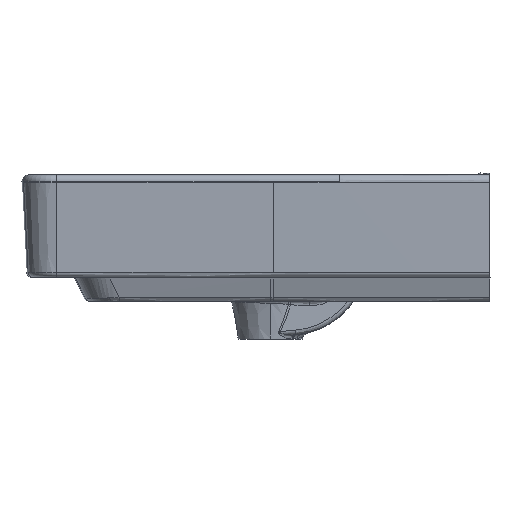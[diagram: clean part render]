
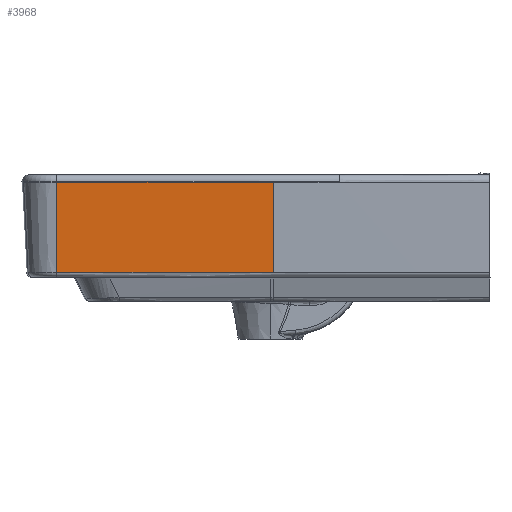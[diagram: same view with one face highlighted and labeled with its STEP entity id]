
A CAD part, left-side view. The second image highlights one B-rep face of the part: STEP entity #3968.
In plain terms, the highlighted conical face has half-angle 3 degrees and reference radius 14232.3 mm.
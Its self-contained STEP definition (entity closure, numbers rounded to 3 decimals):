
#3914=CARTESIAN_POINT('Vertex',(-398.119,218.828,117.607)) ;
#3921=CARTESIAN_POINT('Vertex',(-393.279,218.758,25.238)) ;
#3924=CARTESIAN_POINT('Line Origine',(-131207.374,2101.657,2496365.417)) ;
#3936=CARTESIAN_POINT('Axis2P3D Location',(13832.25,14.,125.5)) ;
#3941=CARTESIAN_POINT('Line Origine',(-124123.67,-151.611,2360915.517)) ;
#3945=CARTESIAN_POINT('Vertex',(-394.742,-3.079,25.238)) ;
#3947=CARTESIAN_POINT('Vertex',(-399.583,-3.085,117.607)) ;
#3951=CARTESIAN_POINT('Control Point',(-398.119,218.828,117.607)) ;
#3952=CARTESIAN_POINT('Control Point',(-399.184,144.862,117.607)) ;
#3953=CARTESIAN_POINT('Control Point',(-399.672,70.888,117.607)) ;
#3954=CARTESIAN_POINT('Control Point',(-399.583,-3.085,117.607)) ;
#3957=CARTESIAN_POINT('Control Point',(-394.742,-3.079,25.238)) ;
#3958=CARTESIAN_POINT('Control Point',(-394.831,70.869,25.238)) ;
#3959=CARTESIAN_POINT('Control Point',(-394.343,144.818,25.238)) ;
#3960=CARTESIAN_POINT('Control Point',(-393.279,218.758,25.238)) ;
#3926=VECTOR('Line Direction',#3925,1.) ;
#3943=VECTOR('Line Direction',#3942,1.) ;
#3925=DIRECTION('Vector Direction',(-0.052,0.001,0.999)) ;
#3937=DIRECTION('Axis2P3D Direction',(0.,0.,1.)) ;
#3938=DIRECTION('Axis2P3D XDirection',(1.,0.001,0.)) ;
#3942=DIRECTION('Vector Direction',(-0.052,0.,0.999)) ;
#3939=AXIS2_PLACEMENT_3D('Cone Axis2P3D',#3936,#3937,#3938) ;
#3927=LINE('Line',#3924,#3926) ;
#3944=LINE('Line',#3941,#3943) ;
#3940=CONICAL_SURFACE('Cone',#3939,14232.257,0.052) ;
#3928=EDGE_CURVE('',#3922,#3915,#3927,.T.) ;
#3949=EDGE_CURVE('',#3946,#3948,#3944,.T.) ;
#3955=EDGE_CURVE('',#3915,#3948,#3950,.T.) ;
#3961=EDGE_CURVE('',#3946,#3922,#3956,.T.) ;
#3963=ORIENTED_EDGE('',*,*,#3949,.T.) ;
#3964=ORIENTED_EDGE('',*,*,#3955,.F.) ;
#3965=ORIENTED_EDGE('',*,*,#3928,.F.) ;
#3966=ORIENTED_EDGE('',*,*,#3961,.F.) ;
#3962=EDGE_LOOP('',(#3963,#3964,#3965,#3966)) ;
#3915=VERTEX_POINT('',#3914) ;
#3922=VERTEX_POINT('',#3921) ;
#3946=VERTEX_POINT('',#3945) ;
#3948=VERTEX_POINT('',#3947) ;
#3968=ADVANCED_FACE('Hauptk\X2\00F6\X0\rper',(#3967),#3940,.T.) ;
#3950=B_SPLINE_CURVE_WITH_KNOTS('',3,(#3951,#3952,#3953,#3954),.UNSPECIFIED.,.F.,.U.,(4,4),(-0.78,0.78),.UNSPECIFIED.) ;
#3956=B_SPLINE_CURVE_WITH_KNOTS('',3,(#3957,#3958,#3959,#3960),.UNSPECIFIED.,.F.,.U.,(4,4),(-0.78,0.78),.UNSPECIFIED.) ;
#3967=FACE_OUTER_BOUND('',#3962,.T.) ;
